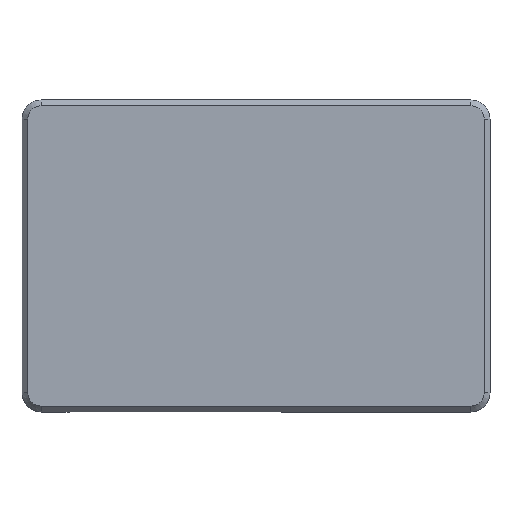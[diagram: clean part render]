
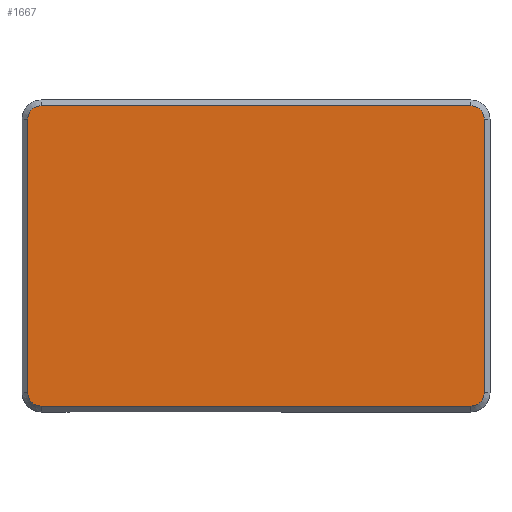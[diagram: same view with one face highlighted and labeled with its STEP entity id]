
A CAD part, top view. The second image highlights one B-rep face of the part: STEP entity #1667.
In plain terms, the highlighted planar face has unit normal (0, 0, 1).
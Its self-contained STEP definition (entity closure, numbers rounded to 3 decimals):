
#45=CIRCLE('',#1765,2.25);
#47=CIRCLE('',#1769,2.25);
#49=CIRCLE('',#1773,2.25);
#51=CIRCLE('',#1777,2.25);
#121=FACE_OUTER_BOUND('',#215,.T.);
#215=EDGE_LOOP('',(#1154,#1155,#1156,#1157,#1158,#1159,#1160,#1161));
#303=LINE('',#2415,#495);
#307=LINE('',#2427,#499);
#311=LINE('',#2439,#503);
#317=LINE('',#2455,#509);
#495=VECTOR('',#1919,10.);
#499=VECTOR('',#1931,10.);
#503=VECTOR('',#1943,10.);
#509=VECTOR('',#1957,10.);
#684=VERTEX_POINT('',#2408);
#687=VERTEX_POINT('',#2413);
#688=VERTEX_POINT('',#2417);
#690=VERTEX_POINT('',#2423);
#692=VERTEX_POINT('',#2429);
#694=VERTEX_POINT('',#2435);
#696=VERTEX_POINT('',#2441);
#698=VERTEX_POINT('',#2447);
#848=EDGE_CURVE('',#687,#684,#303,.T.);
#851=EDGE_CURVE('',#684,#688,#45,.T.);
#854=EDGE_CURVE('',#688,#690,#307,.T.);
#857=EDGE_CURVE('',#690,#692,#47,.T.);
#860=EDGE_CURVE('',#692,#694,#311,.T.);
#863=EDGE_CURVE('',#694,#696,#49,.T.);
#868=EDGE_CURVE('',#696,#698,#317,.T.);
#870=EDGE_CURVE('',#698,#687,#51,.T.);
#1154=ORIENTED_EDGE('',*,*,#848,.F.);
#1155=ORIENTED_EDGE('',*,*,#870,.F.);
#1156=ORIENTED_EDGE('',*,*,#868,.F.);
#1157=ORIENTED_EDGE('',*,*,#863,.F.);
#1158=ORIENTED_EDGE('',*,*,#860,.F.);
#1159=ORIENTED_EDGE('',*,*,#857,.F.);
#1160=ORIENTED_EDGE('',*,*,#854,.F.);
#1161=ORIENTED_EDGE('',*,*,#851,.F.);
#1599=PLANE('',#1787);
#1667=ADVANCED_FACE('',(#121),#1599,.T.);
#1765=AXIS2_PLACEMENT_3D('',#2421,#1925,#1926);
#1769=AXIS2_PLACEMENT_3D('',#2433,#1937,#1938);
#1773=AXIS2_PLACEMENT_3D('',#2445,#1949,#1950);
#1777=AXIS2_PLACEMENT_3D('',#2458,#1962,#1963);
#1787=AXIS2_PLACEMENT_3D('',#2495,#1996,#1997);
#1919=DIRECTION('',(0.,1.,0.));
#1925=DIRECTION('center_axis',(0.,0.,-1.));
#1926=DIRECTION('ref_axis',(-0.707,0.707,0.));
#1931=DIRECTION('',(1.,0.,0.));
#1937=DIRECTION('center_axis',(0.,0.,-1.));
#1938=DIRECTION('ref_axis',(0.707,0.707,0.));
#1943=DIRECTION('',(0.,-1.,0.));
#1949=DIRECTION('center_axis',(0.,0.,-1.));
#1950=DIRECTION('ref_axis',(0.707,-0.707,0.));
#1957=DIRECTION('',(-1.,0.,0.));
#1962=DIRECTION('center_axis',(0.,0.,-1.));
#1963=DIRECTION('ref_axis',(-0.707,-0.707,0.));
#1996=DIRECTION('center_axis',(0.,0.,1.));
#1997=DIRECTION('ref_axis',(1.,0.,0.));
#2408=CARTESIAN_POINT('',(-38.,23.75,25.25));
#2413=CARTESIAN_POINT('',(-38.,-22.75,25.25));
#2415=CARTESIAN_POINT('',(-38.,13.75,25.25));
#2417=CARTESIAN_POINT('',(-35.75,26.,25.25));
#2421=CARTESIAN_POINT('Origin',(-35.75,23.75,25.25));
#2423=CARTESIAN_POINT('',(37.25,26.,25.25));
#2427=CARTESIAN_POINT('',(20.625,26.,25.25));
#2429=CARTESIAN_POINT('',(39.5,23.75,25.25));
#2433=CARTESIAN_POINT('Origin',(37.25,23.75,25.25));
#2435=CARTESIAN_POINT('',(39.5,-22.75,25.25));
#2439=CARTESIAN_POINT('',(39.5,-12.75,25.25));
#2441=CARTESIAN_POINT('',(37.25,-25.,25.25));
#2445=CARTESIAN_POINT('Origin',(37.25,-22.75,25.25));
#2447=CARTESIAN_POINT('',(-35.75,-25.,25.25));
#2455=CARTESIAN_POINT('',(-19.125,-25.,25.25));
#2458=CARTESIAN_POINT('Origin',(-35.75,-22.75,25.25));
#2495=CARTESIAN_POINT('Origin',(0.75,0.5,25.25));
